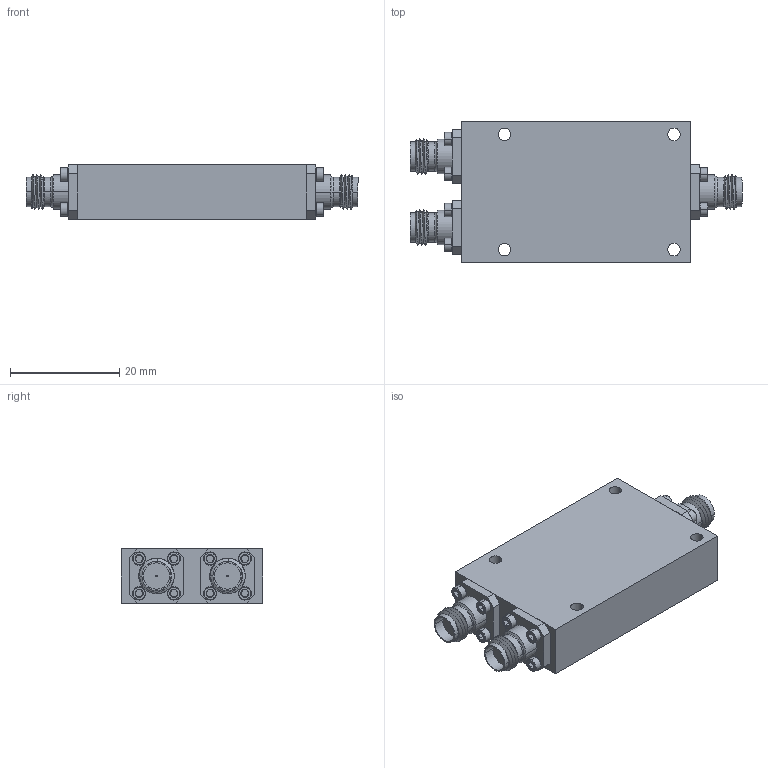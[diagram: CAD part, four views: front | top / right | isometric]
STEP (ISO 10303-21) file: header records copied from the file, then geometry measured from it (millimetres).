
FILE_DESCRIPTION (( 'STEP AP203' ), '1' );
FILE_NAME ('SCS-0234031815-KFKF-22.STEP', '2019-07-18T00:25:00', ( '' ), ( '' ), 'SwSTEP 2.0', 'SolidWorks 2016', '' );
FILE_SCHEMA (( 'CONFIG_CONTROL_DESIGN' ));
Length unit declared in the file: inch
Products named in the file (1): SCS-0234031815-KFKF-22
Bounding box: 60.71 x 25.91 x 9.91 mm (x, y, z)
Volume: 11639.5 mm3; surface area: 5747.1 mm2
Topology: 16 solids, 16 shells, 974 faces, 2487 edges, 1584 vertices
Faces by surface type: cylinder 584, cone 180, plane 174, bspline 30, torus 6
Entity records: 44430 total; most frequent: CARTESIAN_POINT 23865, ORIENTED_EDGE 4974, DIRECTION 3622, EDGE_CURVE 2487, VERTEX_POINT 1584, AXIS2_PLACEMENT_3D 1363, EDGE_LOOP 1045, ADVANCED_FACE 974
